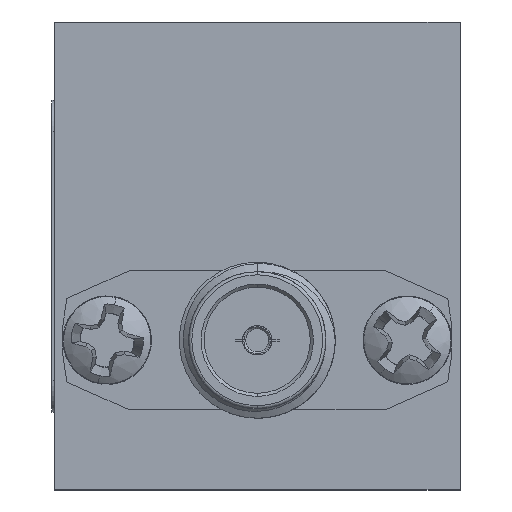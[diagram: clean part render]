
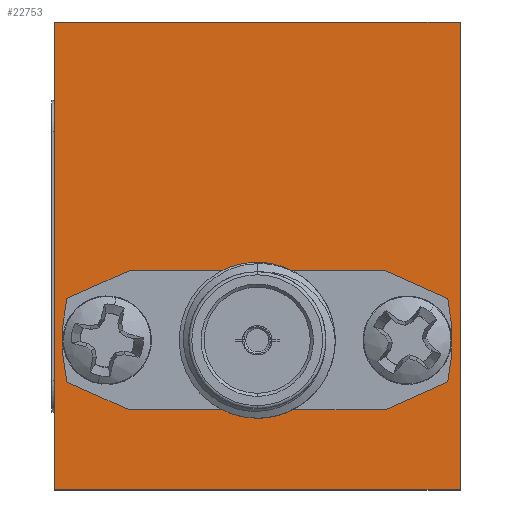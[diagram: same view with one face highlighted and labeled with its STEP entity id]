
A CAD part, left-side view. The second image highlights one B-rep face of the part: STEP entity #22753.
In plain terms, the highlighted planar face has unit normal (-1, 0, 0).
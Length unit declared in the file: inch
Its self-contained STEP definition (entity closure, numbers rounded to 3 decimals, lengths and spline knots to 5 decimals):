
#584 = VERTEX_POINT ( 'NONE', #2206 ) ;
#1178 = CARTESIAN_POINT ( 'NONE',  ( 0., -0.65, 0.75 ) ) ;
#2206 = CARTESIAN_POINT ( 'NONE',  ( 0., -0.315, 0.24 ) ) ;
#2406 = DIRECTION ( 'NONE',  ( 0., 0., -1. ) ) ;
#2686 = DIRECTION ( 'NONE',  ( 0., 1., 0. ) ) ;
#6652 = AXIS2_PLACEMENT_3D ( 'NONE', #12927, #15696, #23284 ) ;
#7824 = LINE ( 'NONE', #1178, #19701 ) ;
#8725 = EDGE_CURVE ( 'NONE', #42979, #30834, #20649, .T. ) ;
#10293 = DIRECTION ( 'NONE',  ( 0., 0., 1. ) ) ;
#10535 = ORIENTED_EDGE ( 'NONE', *, *, #44952, .T. ) ;
#12536 = AXIS2_PLACEMENT_3D ( 'NONE', #21290, #17177, #38229 ) ;
#12927 = CARTESIAN_POINT ( 'NONE',  ( 0., -0.325, 0.24 ) ) ;
#13644 = ORIENTED_EDGE ( 'NONE', *, *, #8725, .T. ) ;
#14187 = ORIENTED_EDGE ( 'NONE', *, *, #36942, .F. ) ;
#15696 = DIRECTION ( 'NONE',  ( -1., 0., 0. ) ) ;
#17105 = CARTESIAN_POINT ( 'NONE',  ( 0., -0.335, 0.24 ) ) ;
#17177 = DIRECTION ( 'NONE',  ( -1., 0., 0. ) ) ;
#17891 = VECTOR ( 'NONE', #2406, 39.37008 ) ;
#17955 = AXIS2_PLACEMENT_3D ( 'NONE', #20141, #30562, #2686 ) ;
#18352 = ORIENTED_EDGE ( 'NONE', *, *, #25181, .T. ) ;
#19349 = CARTESIAN_POINT ( 'NONE',  ( 0., -0.65, 0.75 ) ) ;
#19701 = VECTOR ( 'NONE', #32545, 39.37008 ) ;
#19884 = CIRCLE ( 'NONE', #12536, 0.01 ) ;
#20141 = CARTESIAN_POINT ( 'NONE',  ( 0., -0.325, 0.375 ) ) ;
#20649 = LINE ( 'NONE', #41516, #21572 ) ;
#21290 = CARTESIAN_POINT ( 'NONE',  ( 0., -0.325, 0.24 ) ) ;
#21572 = VECTOR ( 'NONE', #10293, 39.37008 ) ;
#21769 = PLANE ( 'NONE',  #17955 ) ;
#22753 = ADVANCED_FACE ( 'NONE', ( #39592, #32689 ), #21769, .T. ) ;
#23284 = DIRECTION ( 'NONE',  ( 0., 1., 0. ) ) ;
#23964 = VERTEX_POINT ( 'NONE', #17105 ) ;
#24951 = CARTESIAN_POINT ( 'NONE',  ( 0., 0., 0.75 ) ) ;
#25181 = EDGE_CURVE ( 'NONE', #30834, #30484, #7824, .T. ) ;
#28887 = LINE ( 'NONE', #42118, #44295 ) ;
#29665 = EDGE_CURVE ( 'NONE', #40275, #42979, #28887, .T. ) ;
#30271 = CARTESIAN_POINT ( 'NONE',  ( 0., 0., 0. ) ) ;
#30484 = VERTEX_POINT ( 'NONE', #24951 ) ;
#30562 = DIRECTION ( 'NONE',  ( -1., 0., 0. ) ) ;
#30834 = VERTEX_POINT ( 'NONE', #19349 ) ;
#31657 = CIRCLE ( 'NONE', #6652, 0.01 ) ;
#31839 = CARTESIAN_POINT ( 'NONE',  ( 0., 0., 0. ) ) ;
#32545 = DIRECTION ( 'NONE',  ( 0., 1., 0. ) ) ;
#32605 = DIRECTION ( 'NONE',  ( 0., -1., 0. ) ) ;
#32689 = FACE_OUTER_BOUND ( 'NONE', #38319, .T. ) ;
#33464 = CARTESIAN_POINT ( 'NONE',  ( 0., -0.65, 0. ) ) ;
#33762 = LINE ( 'NONE', #30271, #17891 ) ;
#36346 = EDGE_LOOP ( 'NONE', ( #43388, #14187 ) ) ;
#36942 = EDGE_CURVE ( 'NONE', #23964, #584, #31657, .T. ) ;
#38229 = DIRECTION ( 'NONE',  ( 0., 1., 0. ) ) ;
#38319 = EDGE_LOOP ( 'NONE', ( #10535, #44808, #13644, #18352 ) ) ;
#39592 = FACE_BOUND ( 'NONE', #36346, .T. ) ;
#40275 = VERTEX_POINT ( 'NONE', #31839 ) ;
#41516 = CARTESIAN_POINT ( 'NONE',  ( 0., -0.65, 0. ) ) ;
#42118 = CARTESIAN_POINT ( 'NONE',  ( 0., -0.65, 0. ) ) ;
#42614 = EDGE_CURVE ( 'NONE', #584, #23964, #19884, .T. ) ;
#42979 = VERTEX_POINT ( 'NONE', #33464 ) ;
#43388 = ORIENTED_EDGE ( 'NONE', *, *, #42614, .F. ) ;
#44295 = VECTOR ( 'NONE', #32605, 39.37008 ) ;
#44808 = ORIENTED_EDGE ( 'NONE', *, *, #29665, .T. ) ;
#44952 = EDGE_CURVE ( 'NONE', #30484, #40275, #33762, .T. ) ;
